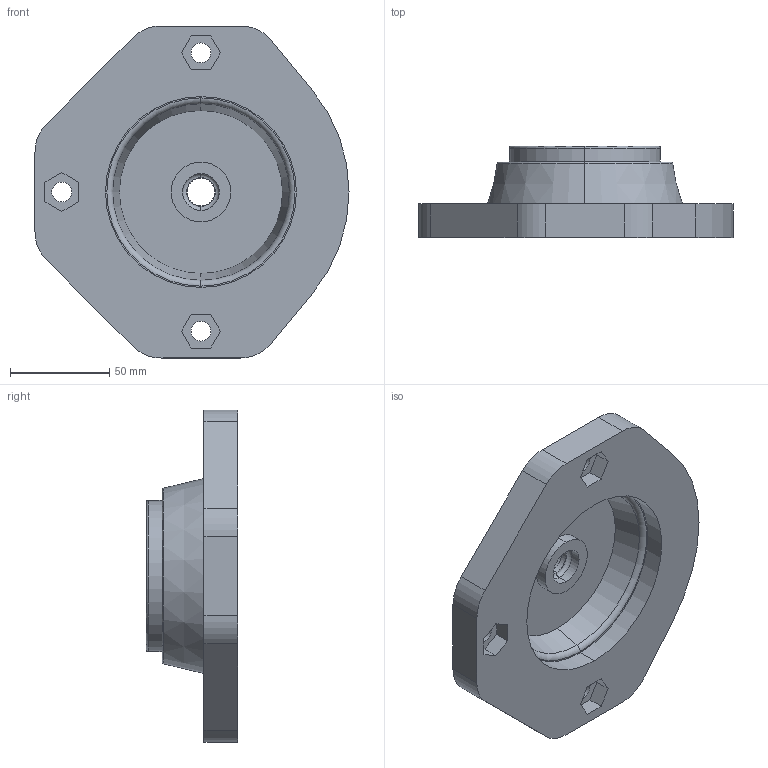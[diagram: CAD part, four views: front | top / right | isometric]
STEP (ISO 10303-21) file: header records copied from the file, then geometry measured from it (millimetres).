
FILE_DESCRIPTION (( 'STEP AP203' ), '1' );
FILE_NAME ('piece voiture 1 STEP AP203.STEP', '2022-01-31T17:22:44', ( '' ), ( '' ), 'SwSTEP 2.0', 'SolidWorks 2020', '' );
FILE_SCHEMA (( 'CONFIG_CONTROL_DESIGN' ));
Length unit declared in the file: millimetre
Products named in the file (1): piece voiture 1 STEP AP203
Bounding box: 158 x 46 x 167 mm (x, y, z)
Volume: 347148.5 mm3; surface area: 67317.7 mm2
Topology: 1 solids, 1 shells, 80 faces, 190 edges, 124 vertices
Faces by surface type: plane 39, cylinder 29, torus 8, cone 4
Entity records: 2425 total; most frequent: DIRECTION 434, CARTESIAN_POINT 395, ORIENTED_EDGE 380, EDGE_CURVE 190, AXIS2_PLACEMENT_3D 163, VERTEX_POINT 124, VECTOR 108, LINE 108
